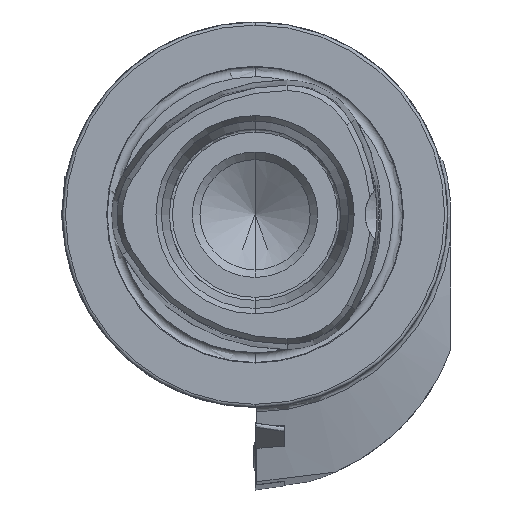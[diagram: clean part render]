
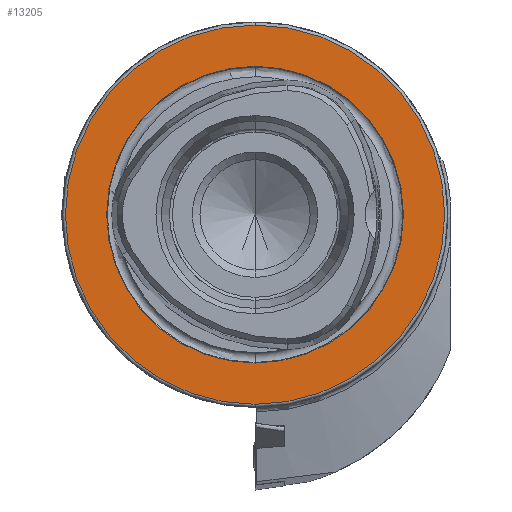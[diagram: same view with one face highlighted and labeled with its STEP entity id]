
A CAD part, left-side view. The second image highlights one B-rep face of the part: STEP entity #13205.
In plain terms, the highlighted planar face has unit normal (-1, 0, 0).
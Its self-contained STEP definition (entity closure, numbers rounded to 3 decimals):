
#71 = CARTESIAN_POINT ( 'NONE',  ( 0., 0., 31. ) ) ;
#109 = DIRECTION ( 'NONE',  ( 0., 0., -1. ) ) ;
#141 = DIRECTION ( 'NONE',  ( 1., 0., 0. ) ) ;
#633 = AXIS2_PLACEMENT_3D ( 'NONE', #1351, #6504, #1489 ) ;
#1023 = ORIENTED_EDGE ( 'NONE', *, *, #7054, .T. ) ;
#1289 = CARTESIAN_POINT ( 'NONE',  ( 0., 0., 0. ) ) ;
#1351 = CARTESIAN_POINT ( 'NONE',  ( 0., 0., 0. ) ) ;
#1489 = DIRECTION ( 'NONE',  ( 0., 0., -1. ) ) ;
#2008 = FACE_OUTER_BOUND ( 'NONE', #9348, .T. ) ;
#2390 = CIRCLE ( 'NONE', #5884, 31. ) ;
#3054 = AXIS2_PLACEMENT_3D ( 'NONE', #10366, #9345, #8187 ) ;
#3375 = CARTESIAN_POINT ( 'NONE',  ( 0., 0., 0. ) ) ;
#3495 = EDGE_LOOP ( 'NONE', ( #8239, #1023 ) ) ;
#3842 = CARTESIAN_POINT ( 'NONE',  ( 0., 0., 0. ) ) ;
#3867 = VERTEX_POINT ( 'NONE', #10198 ) ;
#4502 = CIRCLE ( 'NONE', #11492, 31. ) ;
#4930 = DIRECTION ( 'NONE',  ( 0., 0., -1. ) ) ;
#5884 = AXIS2_PLACEMENT_3D ( 'NONE', #3842, #9843, #4930 ) ;
#6200 = PLANE ( 'NONE',  #3054 ) ;
#6503 = CIRCLE ( 'NONE', #8040, 24.25 ) ;
#6504 = DIRECTION ( 'NONE',  ( 1., 0., 0. ) ) ;
#6843 = VERTEX_POINT ( 'NONE', #13161 ) ;
#7054 = EDGE_CURVE ( 'NONE', #6843, #3867, #6503, .T. ) ;
#7476 = DIRECTION ( 'NONE',  ( 1., 0., 0. ) ) ;
#7647 = VERTEX_POINT ( 'NONE', #71 ) ;
#7650 = EDGE_CURVE ( 'NONE', #11498, #7647, #4502, .T. ) ;
#8040 = AXIS2_PLACEMENT_3D ( 'NONE', #1289, #7476, #109 ) ;
#8187 = DIRECTION ( 'NONE',  ( 0., 0., 1. ) ) ;
#8239 = ORIENTED_EDGE ( 'NONE', *, *, #11259, .T. ) ;
#8444 = ORIENTED_EDGE ( 'NONE', *, *, #10089, .F. ) ;
#9178 = CARTESIAN_POINT ( 'NONE',  ( 0., 0., -31. ) ) ;
#9345 = DIRECTION ( 'NONE',  ( -1., 0., 0. ) ) ;
#9348 = EDGE_LOOP ( 'NONE', ( #12349, #8444 ) ) ;
#9843 = DIRECTION ( 'NONE',  ( 1., 0., 0. ) ) ;
#10089 = EDGE_CURVE ( 'NONE', #7647, #11498, #2390, .T. ) ;
#10198 = CARTESIAN_POINT ( 'NONE',  ( 0., 0., 24.25 ) ) ;
#10366 = CARTESIAN_POINT ( 'NONE',  ( 0., 24.25, 0. ) ) ;
#10571 = DIRECTION ( 'NONE',  ( 0., 0., -1. ) ) ;
#11259 = EDGE_CURVE ( 'NONE', #3867, #6843, #13553, .T. ) ;
#11492 = AXIS2_PLACEMENT_3D ( 'NONE', #3375, #141, #10571 ) ;
#11498 = VERTEX_POINT ( 'NONE', #9178 ) ;
#12337 = FACE_BOUND ( 'NONE', #3495, .T. ) ;
#12349 = ORIENTED_EDGE ( 'NONE', *, *, #7650, .F. ) ;
#13161 = CARTESIAN_POINT ( 'NONE',  ( 0., 0., -24.25 ) ) ;
#13205 = ADVANCED_FACE ( 'NONE', ( #12337, #2008 ), #6200, .T. ) ;
#13553 = CIRCLE ( 'NONE', #633, 24.25 ) ;
